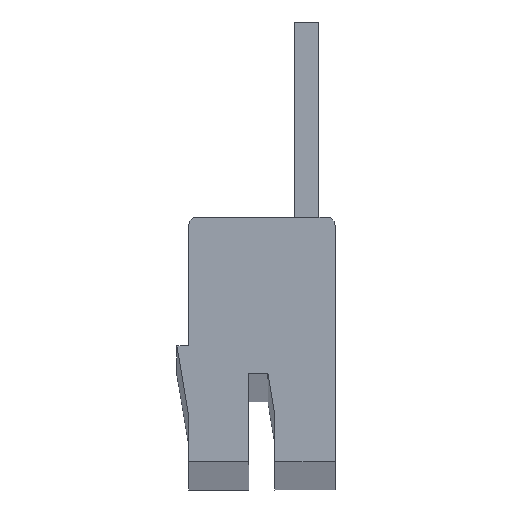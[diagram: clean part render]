
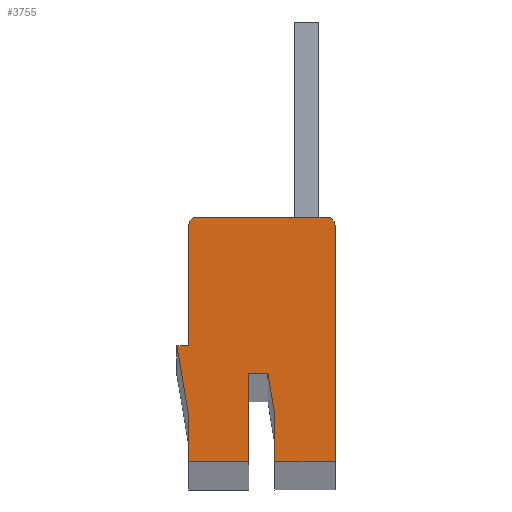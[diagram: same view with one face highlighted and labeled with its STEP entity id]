
A CAD part, top view. The second image highlights one B-rep face of the part: STEP entity #3755.
In plain terms, the highlighted planar face has unit normal (0, 0, 1).
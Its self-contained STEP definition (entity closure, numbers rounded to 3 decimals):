
#18=DIRECTION('',(0.,-1.,0.));
#19=VECTOR('',#18,2.797);
#20=CARTESIAN_POINT('',(-8.997,2.797,0.));
#21=LINE('',#20,#19);
#22=DIRECTION('',(0.164,-0.986,0.));
#23=VECTOR('',#22,4.362);
#24=CARTESIAN_POINT('',(-9.714,7.1,0.));
#25=LINE('',#24,#23);
#26=DIRECTION('',(-1.,0.,0.));
#27=VECTOR('',#26,0.717);
#28=CARTESIAN_POINT('',(-8.997,7.1,0.));
#29=LINE('',#28,#27);
#30=DIRECTION('',(0.,-1.,0.));
#31=VECTOR('',#30,7.4);
#32=CARTESIAN_POINT('',(-8.997,14.5,0.));
#33=LINE('',#32,#31);
#34=CARTESIAN_POINT('',(-8.497,14.5,0.));
#35=DIRECTION('',(0.,0.,1.));
#36=DIRECTION('',(0.,1.,0.));
#37=AXIS2_PLACEMENT_3D('',#34,#35,#36);
#39=DIRECTION('',(-1.,0.,0.));
#40=VECTOR('',#39,7.997);
#41=CARTESIAN_POINT('',(-0.5,15.,0.));
#42=LINE('',#41,#40);
#43=CARTESIAN_POINT('',(-0.5,14.5,0.));
#44=DIRECTION('',(0.,0.,1.));
#45=DIRECTION('',(1.,0.,0.));
#46=AXIS2_PLACEMENT_3D('',#43,#44,#45);
#48=DIRECTION('',(0.,1.,0.));
#49=VECTOR('',#48,7.6);
#50=CARTESIAN_POINT('',(0.,6.9,0.));
#51=LINE('',#50,#49);
#52=DIRECTION('',(0.,1.,0.));
#53=VECTOR('',#52,6.9);
#54=CARTESIAN_POINT('',(0.,0.,0.));
#55=LINE('',#54,#53);
#56=DIRECTION('',(1.,0.,0.));
#57=VECTOR('',#56,3.7);
#58=CARTESIAN_POINT('',(-3.7,0.,0.));
#59=LINE('',#58,#57);
#60=DIRECTION('',(0.,-1.,0.));
#61=VECTOR('',#60,2.817);
#62=CARTESIAN_POINT('',(-3.7,2.817,0.));
#63=LINE('',#62,#61);
#64=DIRECTION('',(0.164,-0.986,0.));
#65=VECTOR('',#64,2.618);
#66=CARTESIAN_POINT('',(-4.13,5.4,0.));
#67=LINE('',#66,#65);
#68=DIRECTION('',(1.,0.,0.));
#69=VECTOR('',#68,1.17);
#70=CARTESIAN_POINT('',(-5.3,5.4,0.));
#71=LINE('',#70,#69);
#72=DIRECTION('',(0.,1.,0.));
#73=VECTOR('',#72,5.4);
#74=CARTESIAN_POINT('',(-5.3,0.,0.));
#75=LINE('',#74,#73);
#76=DIRECTION('',(1.,0.,0.));
#77=VECTOR('',#76,3.697);
#78=CARTESIAN_POINT('',(-8.997,0.,0.));
#79=LINE('',#78,#77);
#2794=CARTESIAN_POINT('',(-8.997,2.797,0.));
#2795=CARTESIAN_POINT('',(-8.997,0.,0.));
#2796=VERTEX_POINT('',#2794);
#2797=VERTEX_POINT('',#2795);
#2798=CARTESIAN_POINT('',(-5.3,0.,0.));
#2799=VERTEX_POINT('',#2798);
#2800=CARTESIAN_POINT('',(-5.3,5.4,0.));
#2801=VERTEX_POINT('',#2800);
#2802=CARTESIAN_POINT('',(-4.13,5.4,0.));
#2803=VERTEX_POINT('',#2802);
#2804=CARTESIAN_POINT('',(-3.7,2.817,0.));
#2805=VERTEX_POINT('',#2804);
#2806=CARTESIAN_POINT('',(-3.7,0.,0.));
#2807=VERTEX_POINT('',#2806);
#2808=CARTESIAN_POINT('',(0.,0.,0.));
#2809=VERTEX_POINT('',#2808);
#2810=CARTESIAN_POINT('',(0.,6.9,0.));
#2811=VERTEX_POINT('',#2810);
#2812=CARTESIAN_POINT('',(0.,14.5,0.));
#2813=VERTEX_POINT('',#2812);
#2814=CARTESIAN_POINT('',(-0.5,15.,0.));
#2815=VERTEX_POINT('',#2814);
#2816=CARTESIAN_POINT('',(-8.497,15.,0.));
#2817=CARTESIAN_POINT('',(-8.997,14.5,0.));
#2818=VERTEX_POINT('',#2816);
#2819=VERTEX_POINT('',#2817);
#2820=CARTESIAN_POINT('',(-8.997,7.1,0.));
#2821=VERTEX_POINT('',#2820);
#2822=CARTESIAN_POINT('',(-9.714,7.1,0.));
#2823=VERTEX_POINT('',#2822);
#3718=CARTESIAN_POINT('',(0.,0.,0.));
#3719=DIRECTION('',(0.,0.,1.));
#3720=DIRECTION('',(1.,0.,0.));
#3721=AXIS2_PLACEMENT_3D('',#3718,#3719,#3720);
#3722=PLANE('',#3721);
#3724=ORIENTED_EDGE('',*,*,#3723,.F.);
#3726=ORIENTED_EDGE('',*,*,#3725,.F.);
#3728=ORIENTED_EDGE('',*,*,#3727,.F.);
#3730=ORIENTED_EDGE('',*,*,#3729,.F.);
#3732=ORIENTED_EDGE('',*,*,#3731,.F.);
#3734=ORIENTED_EDGE('',*,*,#3733,.F.);
#3736=ORIENTED_EDGE('',*,*,#3735,.F.);
#3738=ORIENTED_EDGE('',*,*,#3737,.F.);
#3740=ORIENTED_EDGE('',*,*,#3739,.F.);
#3742=ORIENTED_EDGE('',*,*,#3741,.F.);
#3744=ORIENTED_EDGE('',*,*,#3743,.F.);
#3746=ORIENTED_EDGE('',*,*,#3745,.F.);
#3748=ORIENTED_EDGE('',*,*,#3747,.F.);
#3750=ORIENTED_EDGE('',*,*,#3749,.F.);
#3752=ORIENTED_EDGE('',*,*,#3751,.F.);
#3753=EDGE_LOOP('',(#3724,#3726,#3728,#3730,#3732,#3734,#3736,#3738,#3740,#3742,
#3744,#3746,#3748,#3750,#3752));
#3754=FACE_OUTER_BOUND('',#3753,.F.);
#38=CIRCLE('',#37,0.5);
#47=CIRCLE('',#46,0.5);
#3723=EDGE_CURVE('',#2796,#2797,#21,.T.);
#3725=EDGE_CURVE('',#2823,#2796,#25,.T.);
#3727=EDGE_CURVE('',#2821,#2823,#29,.T.);
#3729=EDGE_CURVE('',#2819,#2821,#33,.T.);
#3731=EDGE_CURVE('',#2818,#2819,#38,.T.);
#3733=EDGE_CURVE('',#2815,#2818,#42,.T.);
#3735=EDGE_CURVE('',#2813,#2815,#47,.T.);
#3737=EDGE_CURVE('',#2811,#2813,#51,.T.);
#3739=EDGE_CURVE('',#2809,#2811,#55,.T.);
#3741=EDGE_CURVE('',#2807,#2809,#59,.T.);
#3743=EDGE_CURVE('',#2805,#2807,#63,.T.);
#3745=EDGE_CURVE('',#2803,#2805,#67,.T.);
#3747=EDGE_CURVE('',#2801,#2803,#71,.T.);
#3749=EDGE_CURVE('',#2799,#2801,#75,.T.);
#3751=EDGE_CURVE('',#2797,#2799,#79,.T.);
#3755=ADVANCED_FACE('',(#3754),#3722,.T.);
